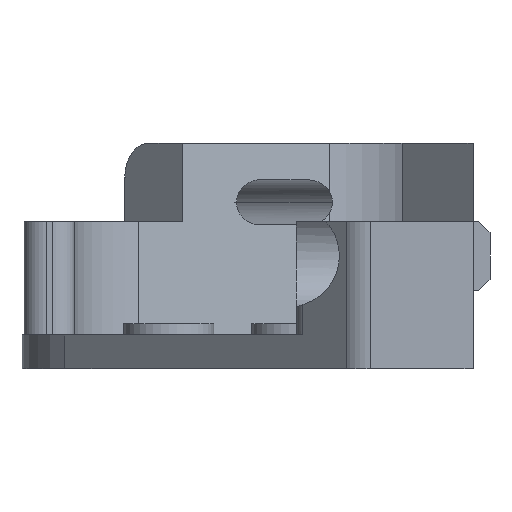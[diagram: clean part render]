
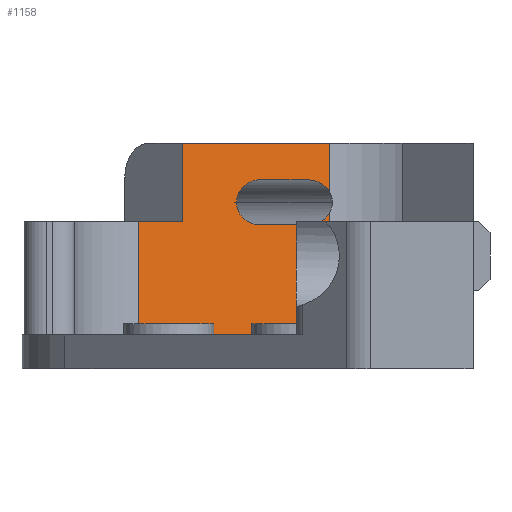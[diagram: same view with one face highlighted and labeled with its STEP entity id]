
A CAD part, front view. The second image highlights one B-rep face of the part: STEP entity #1158.
In plain terms, the highlighted planar face has unit normal (0.316, -0.949, 0).
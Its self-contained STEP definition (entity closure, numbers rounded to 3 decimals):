
#21 = CARTESIAN_POINT ( 'NONE',  ( 21.46, 14.378, 12.75 ) ) ;
#46 = LINE ( 'NONE', #1415, #1816 ) ;
#51 = LINE ( 'NONE', #1723, #1065 ) ;
#66 = CARTESIAN_POINT ( 'NONE',  ( 2.418, 8.031, 3. ) ) ;
#86 = ORIENTED_EDGE ( 'NONE', *, *, #2127, .T. ) ;
#212 = CARTESIAN_POINT ( 'NONE',  ( -14.553, 2.374, 3. ) ) ;
#216 = VERTEX_POINT ( 'NONE', #1057 ) ;
#250 = LINE ( 'NONE', #770, #1095 ) ;
#270 = EDGE_CURVE ( 'NONE', #895, #709, #1823, .T. ) ;
#282 = VECTOR ( 'NONE', #909, 1000. ) ;
#336 = CARTESIAN_POINT ( 'NONE',  ( -5.857, 5.273, 15.922 ) ) ;
#425 = LINE ( 'NONE', #2173, #1741 ) ;
#464 = VERTEX_POINT ( 'NONE', #1136 ) ;
#482 = LINE ( 'NONE', #523, #1767 ) ;
#523 = CARTESIAN_POINT ( 'NONE',  ( -14.553, 2.374, 3. ) ) ;
#541 = FACE_OUTER_BOUND ( 'NONE', #1483, .T. ) ;
#543 = CARTESIAN_POINT ( 'NONE',  ( 2.054, 7.91, 16.33 ) ) ;
#556 = CARTESIAN_POINT ( 'NONE',  ( 2.418, 8.031, 20. ) ) ;
#596 = DIRECTION ( 'NONE',  ( 0., 0., -1. ) ) ;
#613 = ORIENTED_EDGE ( 'NONE', *, *, #687, .F. ) ;
#657 = EDGE_CURVE ( 'NONE', #2149, #464, #1373, .T. ) ;
#682 = CARTESIAN_POINT ( 'NONE',  ( 1.345, 7.673, 12.75 ) ) ;
#687 = EDGE_CURVE ( 'NONE', #1093, #216, #46, .T. ) ;
#698 = CARTESIAN_POINT ( 'NONE',  ( 2.418, 8.031, 13.881 ) ) ;
#704 = EDGE_CURVE ( 'NONE', #464, #216, #1599, .T. ) ;
#705 = DIRECTION ( 'NONE',  ( 0., 0., 1. ) ) ;
#709 = VERTEX_POINT ( 'NONE', #2198 ) ;
#714 = CARTESIAN_POINT ( 'NONE',  ( -3.735, 5.98, 16.75 ) ) ;
#724 = ORIENTED_EDGE ( 'NONE', *, *, #1657, .T. ) ;
#770 = CARTESIAN_POINT ( 'NONE',  ( -10.63, 3.682, 3. ) ) ;
#779 = EDGE_CURVE ( 'NONE', #1093, #1603, #1628, .T. ) ;
#835 = DIRECTION ( 'NONE',  ( -0.949, -0.316, 0. ) ) ;
#844 = VECTOR ( 'NONE', #1305, 1000. ) ;
#882 = CARTESIAN_POINT ( 'NONE',  ( -5.857, 5.273, 14.75 ) ) ;
#895 = VERTEX_POINT ( 'NONE', #1672 ) ;
#905 = AXIS2_PLACEMENT_3D ( 'NONE', #1186, #1217, #835 ) ;
#909 = DIRECTION ( 'NONE',  ( 0.949, 0.316, 0. ) ) ;
#917 = CARTESIAN_POINT ( 'NONE',  ( 2.418, 8.031, 15.619 ) ) ;
#952 = ORIENTED_EDGE ( 'NONE', *, *, #1486, .F. ) ;
#966 = ORIENTED_EDGE ( 'NONE', *, *, #704, .T. ) ;
#977 = ORIENTED_EDGE ( 'NONE', *, *, #1861, .F. ) ;
#1057 = CARTESIAN_POINT ( 'NONE',  ( -3.735, 5.98, 16.75 ) ) ;
#1065 = VECTOR ( 'NONE', #2280, 1000. ) ;
#1093 = VERTEX_POINT ( 'NONE', #2065 ) ;
#1095 = VECTOR ( 'NONE', #596, 1000. ) ;
#1120 = VECTOR ( 'NONE', #1329, 1000. ) ;
#1131 = CARTESIAN_POINT ( 'NONE',  ( 2.418, 8.031, 3. ) ) ;
#1136 = CARTESIAN_POINT ( 'NONE',  ( -5.857, 5.273, 14.75 ) ) ;
#1139 = CARTESIAN_POINT ( 'NONE',  ( -14.553, 2.374, 13.05 ) ) ;
#1158 = ADVANCED_FACE ( 'NONE', ( #541 ), #2320, .F. ) ;
#1162 = CARTESIAN_POINT ( 'NONE',  ( -3.735, 5.98, 12.75 ) ) ;
#1186 = CARTESIAN_POINT ( 'NONE',  ( 2.418, 8.031, 3. ) ) ;
#1211 = CARTESIAN_POINT ( 'NONE',  ( -4.978, 5.566, 12.75 ) ) ;
#1214 = DIRECTION ( 'NONE',  ( 0.949, 0.316, 0. ) ) ;
#1217 = DIRECTION ( 'NONE',  ( -0.316, 0.949, 0. ) ) ;
#1240 = LINE ( 'NONE', #1131, #1682 ) ;
#1241 = CARTESIAN_POINT ( 'NONE',  ( -3.735, 5.98, 12.75 ) ) ;
#1292 = EDGE_CURVE ( 'NONE', #1439, #1427, #1519, .T. ) ;
#1302 = ORIENTED_EDGE ( 'NONE', *, *, #270, .T. ) ;
#1305 = DIRECTION ( 'NONE',  ( -0.949, -0.316, 0. ) ) ;
#1329 = DIRECTION ( 'NONE',  ( 0., 0., 1. ) ) ;
#1345 = CARTESIAN_POINT ( 'NONE',  ( 2.418, 8.031, 3. ) ) ;
#1364 = ORIENTED_EDGE ( 'NONE', *, *, #1813, .F. ) ;
#1373 =( BOUNDED_CURVE ( )  B_SPLINE_CURVE ( 3, ( #1241, #1211, #1951, #882 ),
 .UNSPECIFIED., .F., .F. ) 
 B_SPLINE_CURVE_WITH_KNOTS ( ( 4, 4 ),
 ( 1.571, 3.142 ),
 .UNSPECIFIED. ) 
 CURVE ( )  GEOMETRIC_REPRESENTATION_ITEM ( )  RATIONAL_B_SPLINE_CURVE ( ( 1., 0.805, 0.805, 1. ) ) 
 REPRESENTATION_ITEM ( '' )  );
#1401 = EDGE_CURVE ( 'NONE', #1967, #1578, #482, .T. ) ;
#1415 = CARTESIAN_POINT ( 'NONE',  ( 21.46, 14.378, 16.75 ) ) ;
#1427 = VERTEX_POINT ( 'NONE', #1991 ) ;
#1439 = VERTEX_POINT ( 'NONE', #1636 ) ;
#1441 = CARTESIAN_POINT ( 'NONE',  ( -4.978, 5.566, 16.75 ) ) ;
#1446 = CARTESIAN_POINT ( 'NONE',  ( 0.507, 7.394, 16.75 ) ) ;
#1455 = ORIENTED_EDGE ( 'NONE', *, *, #779, .T. ) ;
#1467 = CARTESIAN_POINT ( 'NONE',  ( 1.345, 7.673, 16.75 ) ) ;
#1483 = EDGE_LOOP ( 'NONE', ( #86, #1720, #952, #1633, #966, #613, #1455, #724, #1302, #2261, #977, #1738, #1364 ) ) ;
#1486 = EDGE_CURVE ( 'NONE', #2149, #1427, #2311, .T. ) ;
#1505 = DIRECTION ( 'NONE',  ( 0., 0., 1. ) ) ;
#1519 =( BOUNDED_CURVE ( )  B_SPLINE_CURVE ( 3, ( #698, #2137, #682, #2354 ),
 .UNSPECIFIED., .F., .F. ) 
 B_SPLINE_CURVE_WITH_KNOTS ( ( 4, 4 ),
 ( 0.45, 1.571 ),
 .UNSPECIFIED. ) 
 CURVE ( )  GEOMETRIC_REPRESENTATION_ITEM ( )  RATIONAL_B_SPLINE_CURVE ( ( 1., 0.898, 0.898, 1. ) ) 
 REPRESENTATION_ITEM ( '' )  );
#1577 = EDGE_CURVE ( 'NONE', #709, #2286, #250, .T. ) ;
#1578 = VERTEX_POINT ( 'NONE', #1139 ) ;
#1599 =( BOUNDED_CURVE ( )  B_SPLINE_CURVE ( 3, ( #2316, #336, #1441, #714 ),
 .UNSPECIFIED., .F., .F. ) 
 B_SPLINE_CURVE_WITH_KNOTS ( ( 4, 4 ),
 ( 3.142, 4.712 ),
 .UNSPECIFIED. ) 
 CURVE ( )  GEOMETRIC_REPRESENTATION_ITEM ( )  RATIONAL_B_SPLINE_CURVE ( ( 1., 0.805, 0.805, 1. ) ) 
 REPRESENTATION_ITEM ( '' )  );
#1603 = VERTEX_POINT ( 'NONE', #1871 ) ;
#1628 =( BOUNDED_CURVE ( )  B_SPLINE_CURVE ( 3, ( #1446, #1467, #543, #917 ),
 .UNSPECIFIED., .F., .F. ) 
 B_SPLINE_CURVE_WITH_KNOTS ( ( 4, 4 ),
 ( 4.712, 5.834 ),
 .UNSPECIFIED. ) 
 CURVE ( )  GEOMETRIC_REPRESENTATION_ITEM ( )  RATIONAL_B_SPLINE_CURVE ( ( 1., 0.898, 0.898, 1. ) ) 
 REPRESENTATION_ITEM ( '' )  );
#1633 = ORIENTED_EDGE ( 'NONE', *, *, #657, .T. ) ;
#1636 = CARTESIAN_POINT ( 'NONE',  ( 2.418, 8.031, 13.881 ) ) ;
#1657 = EDGE_CURVE ( 'NONE', #1603, #895, #1240, .T. ) ;
#1672 = CARTESIAN_POINT ( 'NONE',  ( 2.418, 8.031, 20. ) ) ;
#1682 = VECTOR ( 'NONE', #1505, 1000. ) ;
#1720 = ORIENTED_EDGE ( 'NONE', *, *, #1292, .T. ) ;
#1723 = CARTESIAN_POINT ( 'NONE',  ( 2.418, 8.031, 3. ) ) ;
#1738 = ORIENTED_EDGE ( 'NONE', *, *, #1401, .F. ) ;
#1741 = VECTOR ( 'NONE', #1214, 1000. ) ;
#1767 = VECTOR ( 'NONE', #705, 1000. ) ;
#1782 = CARTESIAN_POINT ( 'NONE',  ( -10.63, 3.682, 13.05 ) ) ;
#1813 = EDGE_CURVE ( 'NONE', #2171, #1967, #51, .T. ) ;
#1816 = VECTOR ( 'NONE', #2157, 1000. ) ;
#1823 = LINE ( 'NONE', #556, #844 ) ;
#1861 = EDGE_CURVE ( 'NONE', #1578, #2286, #425, .T. ) ;
#1871 = CARTESIAN_POINT ( 'NONE',  ( 2.418, 8.031, 15.619 ) ) ;
#1951 = CARTESIAN_POINT ( 'NONE',  ( -5.857, 5.273, 13.578 ) ) ;
#1967 = VERTEX_POINT ( 'NONE', #212 ) ;
#1991 = CARTESIAN_POINT ( 'NONE',  ( 0.507, 7.394, 12.75 ) ) ;
#2065 = CARTESIAN_POINT ( 'NONE',  ( 0.507, 7.394, 16.75 ) ) ;
#2127 = EDGE_CURVE ( 'NONE', #2171, #1439, #2331, .T. ) ;
#2137 = CARTESIAN_POINT ( 'NONE',  ( 2.054, 7.91, 13.17 ) ) ;
#2149 = VERTEX_POINT ( 'NONE', #1162 ) ;
#2157 = DIRECTION ( 'NONE',  ( -0.949, -0.316, 0. ) ) ;
#2171 = VERTEX_POINT ( 'NONE', #1345 ) ;
#2173 = CARTESIAN_POINT ( 'NONE',  ( 2.418, 8.031, 13.05 ) ) ;
#2198 = CARTESIAN_POINT ( 'NONE',  ( -10.63, 3.682, 20. ) ) ;
#2261 = ORIENTED_EDGE ( 'NONE', *, *, #1577, .T. ) ;
#2280 = DIRECTION ( 'NONE',  ( -0.949, -0.316, 0. ) ) ;
#2286 = VERTEX_POINT ( 'NONE', #1782 ) ;
#2311 = LINE ( 'NONE', #21, #282 ) ;
#2316 = CARTESIAN_POINT ( 'NONE',  ( -5.857, 5.273, 14.75 ) ) ;
#2320 = PLANE ( 'NONE',  #905 ) ;
#2331 = LINE ( 'NONE', #66, #1120 ) ;
#2354 = CARTESIAN_POINT ( 'NONE',  ( 0.507, 7.394, 12.75 ) ) ;
